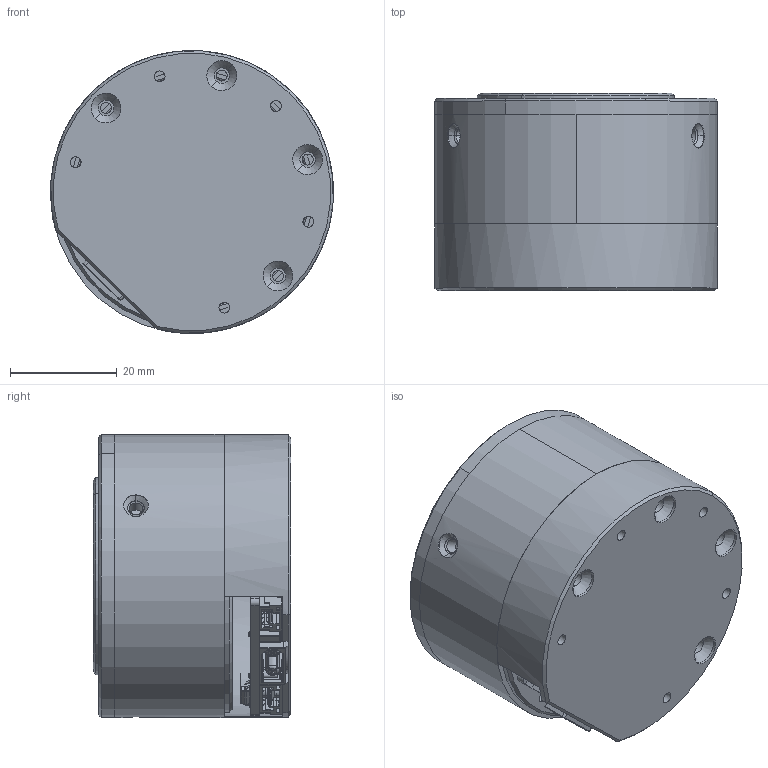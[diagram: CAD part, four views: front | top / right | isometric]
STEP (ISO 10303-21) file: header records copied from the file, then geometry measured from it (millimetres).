
FILE_DESCRIPTION (( 'STEP AP203' ), '1' );
FILE_NAME ('AK40-10 KV170.STEP', '2024-12-25T05:13:25', ( '' ), ( '' ), 'SwSTEP 2.0', 'SolidWorks 2020', '' );
FILE_SCHEMA (( 'CONFIG_CONTROL_DESIGN' ));
Length unit declared in the file: millimetre
Products named in the file (1): AK40-10 KV170
Bounding box: 53 x 37 x 53 mm (x, y, z)
Surface area: 19495.2 mm2 (no closed solid volume)
Topology: 0 solids, 57 shells, 441 faces, 1732 edges, 1331 vertices
Faces by surface type: plane 199, cylinder 157, torus 30, cone 29, bspline 20, sphere 6
Entity records: 23586 total; most frequent: CARTESIAN_POINT 9284, DIRECTION 3060, ORIENTED_EDGE 2362, EDGE_CURVE 1725, VERTEX_POINT 1329, AXIS2_PLACEMENT_3D 1048, LINE 964, VECTOR 964
